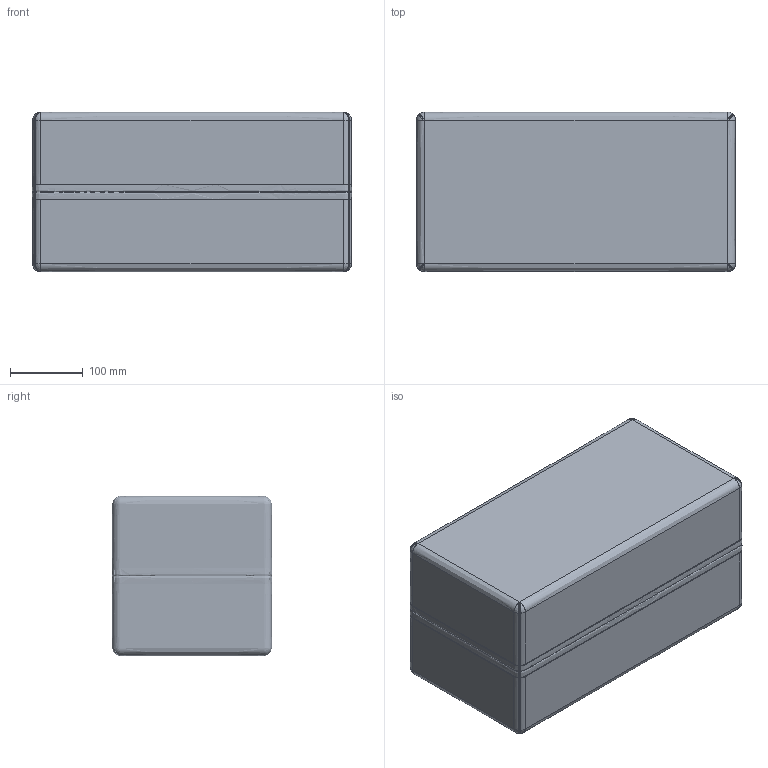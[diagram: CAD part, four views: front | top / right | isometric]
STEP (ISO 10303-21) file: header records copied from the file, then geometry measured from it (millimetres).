
FILE_DESCRIPTION(/* description */ (''),/* implementation_level */ '2;1');
FILE_NAME(/* name */ 'Cuscini 22x22x44',/* time_stamp */ '2024-03-19T10:57:51+01:00',/* author */ (''),/* organization */ (''),/* preprocessor_version */ 'ST-DEVELOPER v18.1',/* originating_system */ '',/* authorisation */ '');
FILE_SCHEMA (('AUTOMOTIVE_DESIGN { 1 0 10303 214 3 1 1 }'));
Bounding box: 439.66 x 220.17 x 219.51 mm (x, y, z)
Surface area: 469321.6 mm2 (no closed solid volume)
Topology: 0 solids, 1170 shells, 1172 faces, 1448 edges, 1438 vertices
Faces by surface type: bspline 1172
Entity records: 295919 total; most frequent: CARTESIAN_POINT 281911, ORIENTED_EDGE 1442, B_SPLINE_CURVE_WITH_KNOTS 1440, EDGE_CURVE 1440, VERTEX_POINT 1438, FACE_OUTER_BOUND 1172, EDGE_LOOP 1172, B_SPLINE_SURFACE_WITH_KNOTS 1172
